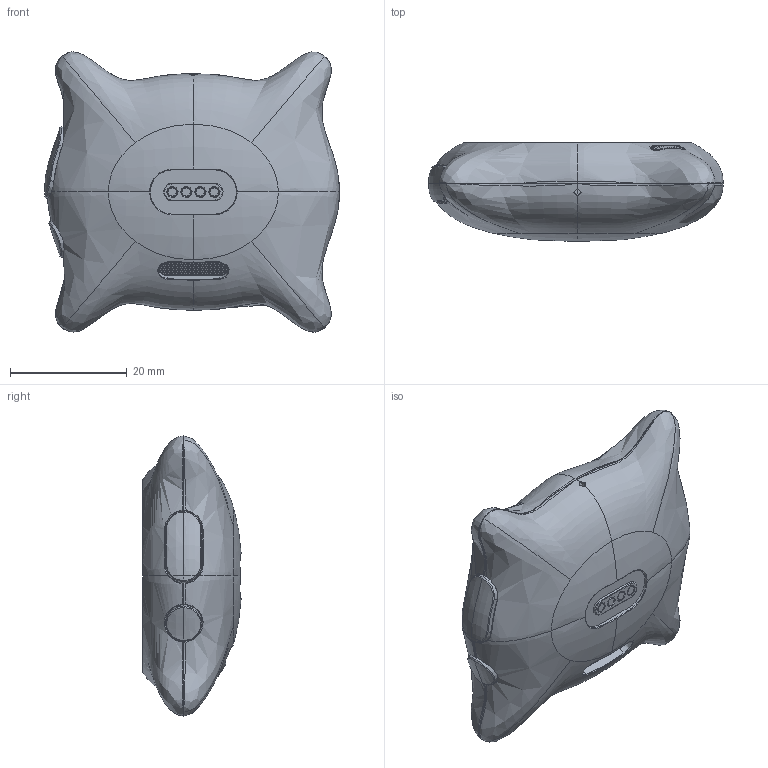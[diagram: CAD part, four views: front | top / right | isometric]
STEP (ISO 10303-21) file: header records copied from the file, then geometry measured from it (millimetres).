
FILE_DESCRIPTION(/* description */ (''),/* implementation_level */ '2;1');
FILE_NAME(/* name */ '0120-L1外形',/* time_stamp */ '2026-01-20T10:47:17+08:00',/* author */ (''),/* organization */ (''),/* preprocessor_version */ 'ST-DEVELOPER v19.2',/* originating_system */ 'Rhino 8.18',/* authorisation */ '');
FILE_SCHEMA (('CONFIG_CONTROL_DESIGN'));
Products named in the file (5): Document; PANEL_FRONT_CHE_1_ASM; PANEL_FRONT_CHE_1_1; PANEL_FRONT_CHE_1_2; LENS-CAMERA-WOOD25_CHE_1
Bounding box: 50.53 x 16.84 x 48.01 mm (x, y, z)
Volume: 770.4 mm3; surface area: 18003.3 mm2
Topology: 11 solids, 14 shells, 3913 faces, 11195 edges, 7368 vertices
Faces by surface type: bspline 1406, plane 1363, cylinder 1144
Entity records: 280861 total; most frequent: CARTESIAN_POINT 197848, ORIENTED_EDGE 22325, EDGE_CURVE 11184, B_SPLINE_CURVE_WITH_KNOTS 8861, VERTEX_POINT 7368, DIRECTION 7157, AXIS2_PLACEMENT_3D 4832, EDGE_LOOP 4556
